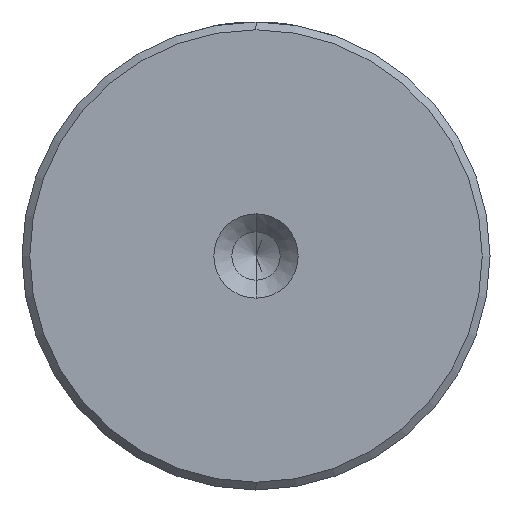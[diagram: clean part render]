
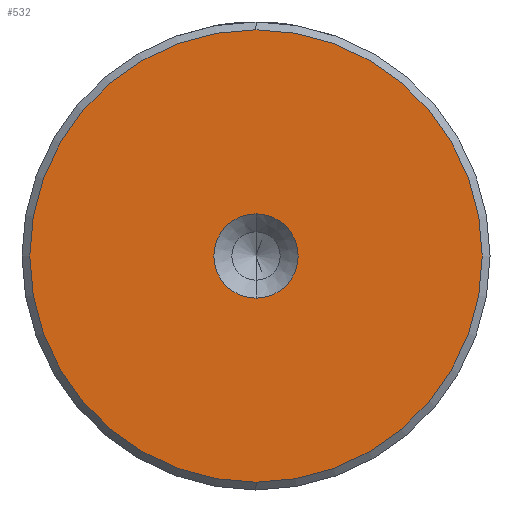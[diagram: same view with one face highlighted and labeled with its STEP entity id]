
A CAD part, left-side view. The second image highlights one B-rep face of the part: STEP entity #532.
In plain terms, the highlighted planar face has unit normal (-1, 0, 0).
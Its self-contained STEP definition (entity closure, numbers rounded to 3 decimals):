
#35 = EDGE_CURVE ( 'NONE', #784, #1253, #146, .T. ) ;
#146 = CIRCLE ( 'NONE', #1068, 2.7 ) ;
#334 = CARTESIAN_POINT ( 'NONE',  ( 0., 0., -2.7 ) ) ;
#413 = ORIENTED_EDGE ( 'NONE', *, *, #1054, .T. ) ;
#532 = ADVANCED_FACE ( 'NONE', ( #1155, #2139 ), #1331, .T. ) ;
#542 = ORIENTED_EDGE ( 'NONE', *, *, #1020, .T. ) ;
#543 = DIRECTION ( 'NONE',  ( -1., 0., 0. ) ) ;
#545 = CIRCLE ( 'NONE', #1872, 2.7 ) ;
#577 = DIRECTION ( 'NONE',  ( -1., 0., 0. ) ) ;
#709 = DIRECTION ( 'NONE',  ( 0., 0., 1. ) ) ;
#722 = DIRECTION ( 'NONE',  ( -1., 0., 0. ) ) ;
#732 = DIRECTION ( 'NONE',  ( -1., 0., 0. ) ) ;
#784 = VERTEX_POINT ( 'NONE', #334 ) ;
#813 = ORIENTED_EDGE ( 'NONE', *, *, #1929, .F. ) ;
#865 = CARTESIAN_POINT ( 'NONE',  ( 0., 0., 0. ) ) ;
#1020 = EDGE_CURVE ( 'NONE', #2210, #2398, #1712, .T. ) ;
#1054 = EDGE_CURVE ( 'NONE', #2398, #2210, #2143, .T. ) ;
#1068 = AXIS2_PLACEMENT_3D ( 'NONE', #865, #722, #709 ) ;
#1155 = FACE_OUTER_BOUND ( 'NONE', #2413, .T. ) ;
#1177 = AXIS2_PLACEMENT_3D ( 'NONE', #1662, #543, #1846 ) ;
#1253 = VERTEX_POINT ( 'NONE', #2067 ) ;
#1255 = DIRECTION ( 'NONE',  ( 0., 0., 1. ) ) ;
#1284 = DIRECTION ( 'NONE',  ( -1., 0., 0. ) ) ;
#1331 = PLANE ( 'NONE',  #2142 ) ;
#1545 = AXIS2_PLACEMENT_3D ( 'NONE', #1853, #732, #2035 ) ;
#1551 = CARTESIAN_POINT ( 'NONE',  ( 0., 0., 0. ) ) ;
#1662 = CARTESIAN_POINT ( 'NONE',  ( 0., 0., 0. ) ) ;
#1700 = CARTESIAN_POINT ( 'NONE',  ( 0., 0., 0. ) ) ;
#1712 = CIRCLE ( 'NONE', #1177, 14.5 ) ;
#1725 = CARTESIAN_POINT ( 'NONE',  ( 0., 0., -14.5 ) ) ;
#1825 = ORIENTED_EDGE ( 'NONE', *, *, #35, .F. ) ;
#1842 = CARTESIAN_POINT ( 'NONE',  ( 0., 0., 14.5 ) ) ;
#1846 = DIRECTION ( 'NONE',  ( 0., 0., 1. ) ) ;
#1853 = CARTESIAN_POINT ( 'NONE',  ( 0., 0., 0. ) ) ;
#1872 = AXIS2_PLACEMENT_3D ( 'NONE', #1700, #577, #1888 ) ;
#1888 = DIRECTION ( 'NONE',  ( 0., 0., 1. ) ) ;
#1929 = EDGE_CURVE ( 'NONE', #1253, #784, #545, .T. ) ;
#2035 = DIRECTION ( 'NONE',  ( 0., 0., 1. ) ) ;
#2067 = CARTESIAN_POINT ( 'NONE',  ( 0., 0., 2.7 ) ) ;
#2139 = FACE_BOUND ( 'NONE', #2238, .T. ) ;
#2142 = AXIS2_PLACEMENT_3D ( 'NONE', #1551, #1284, #1255 ) ;
#2143 = CIRCLE ( 'NONE', #1545, 14.5 ) ;
#2210 = VERTEX_POINT ( 'NONE', #1842 ) ;
#2238 = EDGE_LOOP ( 'NONE', ( #813, #1825 ) ) ;
#2398 = VERTEX_POINT ( 'NONE', #1725 ) ;
#2413 = EDGE_LOOP ( 'NONE', ( #413, #542 ) ) ;
